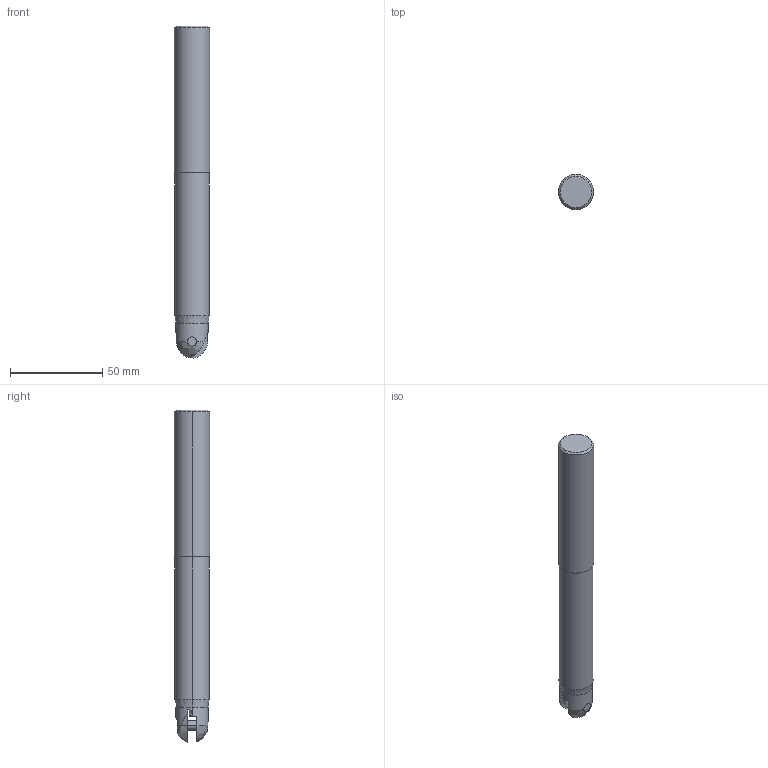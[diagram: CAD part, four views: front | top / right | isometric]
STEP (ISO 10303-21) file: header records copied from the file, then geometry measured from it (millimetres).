
FILE_DESCRIPTION(/* description */ (''),/* implementation_level */ '2;1');
FILE_NAME(/* name */ 'SRFU12S12MW.stp',/* time_stamp */ '2017-12-21T10:02:03+09:00',/* author */ (''),/* organization */ (''),/* preprocessor_version */ 'ST-DEVELOPER v16',/* originating_system */ 'SIEMENS PLM Software NX 10.0',/* authorisation */ '');
FILE_SCHEMA (('AUTOMOTIVE_DESIGN { 1 0 10303 214 3 1 1 1 }'));
Length unit declared in the file: millimetre
Products named in the file (1): SRFU12S12MW_ASM
Bounding box: 19.05 x 19.05 x 179.91 mm (x, y, z)
Volume: 47291.4 mm3; surface area: 11602.3 mm2
Topology: 2 solids, 2 shells, 76 faces, 196 edges, 125 vertices
Faces by surface type: cylinder 36, plane 22, cone 14, bspline 4
Entity records: 2721 total; most frequent: CARTESIAN_POINT 722, DIRECTION 435, ORIENTED_EDGE 392, EDGE_CURVE 196, AXIS2_PLACEMENT_3D 177, VERTEX_POINT 125, CIRCLE 88, LINE 81
